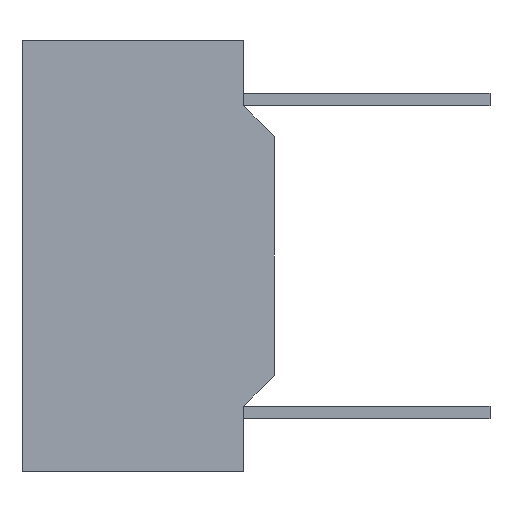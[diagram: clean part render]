
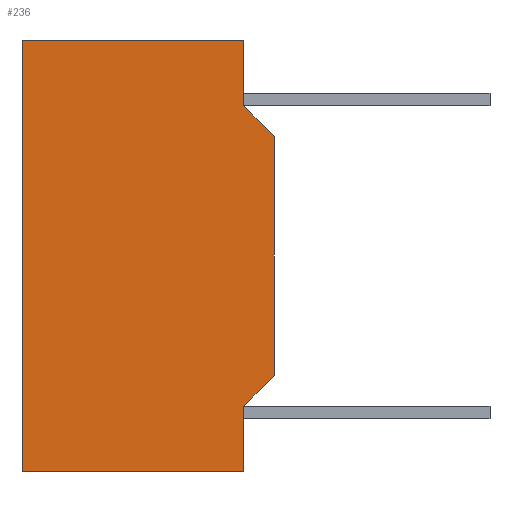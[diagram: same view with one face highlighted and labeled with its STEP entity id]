
A CAD part, left-side view. The second image highlights one B-rep face of the part: STEP entity #236.
In plain terms, the highlighted planar face has unit normal (-1, 0, 0).
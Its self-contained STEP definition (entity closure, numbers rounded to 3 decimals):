
#236=ADVANCED_FACE('',(#590),#591,.F.);
#286=VERTEX_POINT('',#641);
#290=VERTEX_POINT('',#645);
#292=EDGE_CURVE('',#290,#286,#647,.T.);
#420=VERTEX_POINT('',#775);
#424=VERTEX_POINT('',#779);
#426=EDGE_CURVE('',#420,#424,#781,.T.);
#442=VERTEX_POINT('',#797);
#446=EDGE_CURVE('',#420,#442,#801,.T.);
#452=VERTEX_POINT('',#807);
#456=EDGE_CURVE('',#452,#442,#811,.T.);
#460=EDGE_CURVE('',#290,#452,#815,.T.);
#466=VERTEX_POINT('',#821);
#470=EDGE_CURVE('',#466,#286,#825,.T.);
#476=VERTEX_POINT('',#831);
#480=EDGE_CURVE('',#476,#466,#835,.T.);
#484=EDGE_CURVE('',#476,#424,#839,.T.);
#590=FACE_OUTER_BOUND('',#935,.T.);
#591=PLANE('',#936);
#641=CARTESIAN_POINT('',(-5.3,0.5,3.5));
#645=CARTESIAN_POINT('',(-5.3,0.5,2.44));
#647=LINE('',#1023,#1024);
#775=CARTESIAN_POINT('',(-5.3,0.5,-2.44));
#779=CARTESIAN_POINT('',(-5.3,0.5,-3.5));
#781=LINE('',#1239,#1240);
#797=CARTESIAN_POINT('',(-5.3,0.,-1.94));
#801=LINE('',#1271,#1272);
#807=CARTESIAN_POINT('',(-5.3,0.,1.94));
#811=LINE('',#1287,#1288);
#815=LINE('',#1295,#1296);
#821=CARTESIAN_POINT('',(-5.3,4.1,3.5));
#825=LINE('',#1311,#1312);
#831=CARTESIAN_POINT('',(-5.3,4.1,-3.5));
#835=LINE('',#1327,#1328);
#839=LINE('',#1335,#1336);
#935=EDGE_LOOP('',(#1599,#1600,#1601,#1602,#1603,#1604,#1605,#1606));
#936=AXIS2_PLACEMENT_3D('',#1607,#1608,#1609);
#1023=CARTESIAN_POINT('',(-5.3,0.5,2.44));
#1024=VECTOR('',#1625,1.0);
#1239=CARTESIAN_POINT('',(-5.3,0.5,-2.44));
#1240=VECTOR('',#1666,1.0);
#1271=CARTESIAN_POINT('',(-5.3,0.5,-2.44));
#1272=VECTOR('',#1672,1.0);
#1287=CARTESIAN_POINT('',(-5.3,0.,1.94));
#1288=VECTOR('',#1675,1.0);
#1295=CARTESIAN_POINT('',(-5.3,0.5,2.44));
#1296=VECTOR('',#1677,1.0);
#1311=CARTESIAN_POINT('',(-5.3,4.1,3.5));
#1312=VECTOR('',#1680,1.0);
#1327=CARTESIAN_POINT('',(-5.3,4.1,-3.5));
#1328=VECTOR('',#1683,1.0);
#1335=CARTESIAN_POINT('',(-5.3,4.1,-3.5));
#1336=VECTOR('',#1685,1.0);
#1599=ORIENTED_EDGE('',*,*,#484,.T.);
#1600=ORIENTED_EDGE('',*,*,#426,.F.);
#1601=ORIENTED_EDGE('',*,*,#446,.T.);
#1602=ORIENTED_EDGE('',*,*,#456,.F.);
#1603=ORIENTED_EDGE('',*,*,#460,.F.);
#1604=ORIENTED_EDGE('',*,*,#292,.T.);
#1605=ORIENTED_EDGE('',*,*,#470,.F.);
#1606=ORIENTED_EDGE('',*,*,#480,.F.);
#1607=CARTESIAN_POINT('',(-5.3,2.159,0.));
#1608=DIRECTION('',(1.0,0.,0.));
#1609=DIRECTION('',(0.0,0.,1.0));
#1625=DIRECTION('',(0.,0.,1.0));
#1666=DIRECTION('',(0.,0.,-1.0));
#1672=DIRECTION('',(0.,-0.707,0.707));
#1675=DIRECTION('',(0.,0.0,-1.0));
#1677=DIRECTION('',(0.,-0.707,-0.707));
#1680=DIRECTION('',(0.,-1.0,0.));
#1683=DIRECTION('',(0.,0.,1.0));
#1685=DIRECTION('',(0.0,-1.0,0.0));
